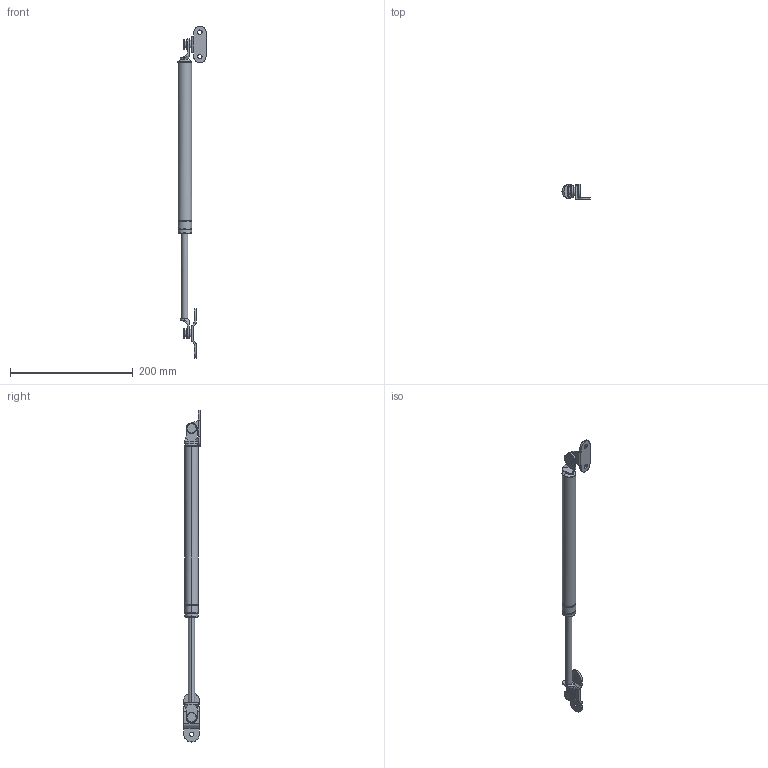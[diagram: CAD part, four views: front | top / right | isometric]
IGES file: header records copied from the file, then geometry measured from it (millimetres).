
Start section: ------------------------------------------------------------------------
Global section: file name: PC50.4488.TM_362_130_40_31563.igs; native system: spGate; preprocessor: ver16.7.1; author: Unknown; organization: Unknown; date: 201016.150324; units: millimetre
Bounding box: 45.75 x 26.5 x 539.96 mm (x, y, z)
Volume: 136611.7 mm3; surface area: 40384.8 mm2
Topology: 8 solids, 8 shells, 225 faces, 551 edges, 352 vertices
Faces by surface type: bspline 225
